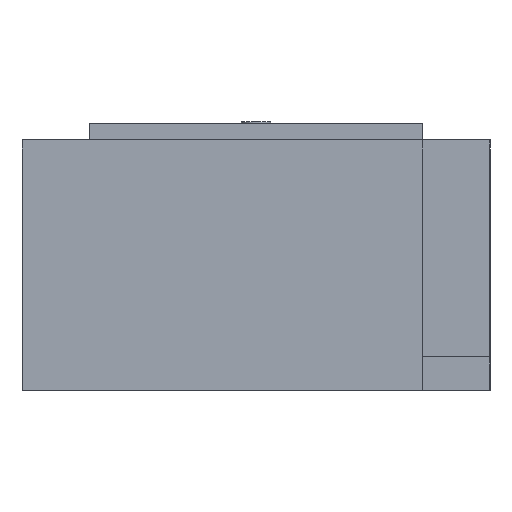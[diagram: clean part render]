
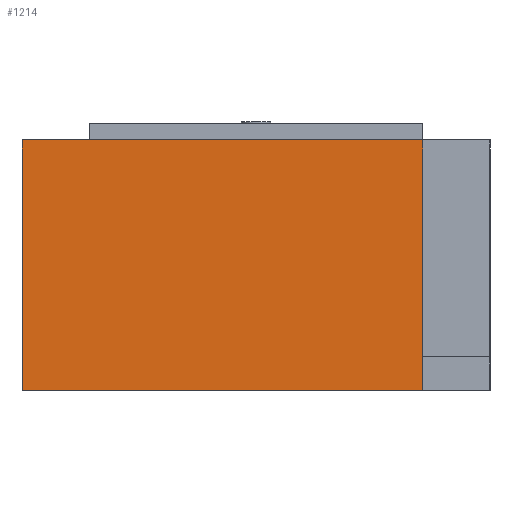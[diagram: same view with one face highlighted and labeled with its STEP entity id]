
A CAD part, left-side view. The second image highlights one B-rep face of the part: STEP entity #1214.
In plain terms, the highlighted planar face has unit normal (-1, 0, 0).
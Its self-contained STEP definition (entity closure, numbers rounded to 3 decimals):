
#991=CARTESIAN_POINT('',(-0.495,-0.254,0.0));
#990=VERTEX_POINT('',#991);
#1029=CARTESIAN_POINT('',(-0.495,-0.254,0.381));
#1028=VERTEX_POINT('',#1029);
#1037=EDGE_CURVE('',#990,#1028,#1042,.T.);
#1042=LINE('',#991,#1044);
#1044=VECTOR('',#1045,0.381);
#1045=DIRECTION('',(0.0,0.0,1.0));
#1058=CARTESIAN_POINT('',(-0.495,0.356,0.0));
#1057=VERTEX_POINT('',#1058);
#1068=CARTESIAN_POINT('',(-0.495,0.356,0.381));
#1067=VERTEX_POINT('',#1068);
#1066=EDGE_CURVE('',#1067,#1057,#1071,.T.);
#1071=LINE('',#1068,#1073);
#1073=VECTOR('',#1074,0.381);
#1074=DIRECTION('',(0.0,0.0,-1.0));
#1155=EDGE_CURVE('',#1028,#1067,#1160,.T.);
#1160=LINE('',#1029,#1162);
#1162=VECTOR('',#1163,0.61);
#1163=DIRECTION('',(0.0,1.0,0.0));
#1214=ADVANCED_FACE('',(#1220),#1215,.T.);
#1215=PLANE('',#1216);
#1216=AXIS2_PLACEMENT_3D('',#1217,#1218,#1219);
#1217=CARTESIAN_POINT('',(-0.495,0.356,0.0));
#1218=DIRECTION('',(-1.0,0.0,0.0));
#1219=DIRECTION('',(0.,0.,1.));
#1220=FACE_OUTER_BOUND('',#1221,.T.);
#1221=EDGE_LOOP('',(#1222,#1232,#1242,#1252));
#1223=EDGE_CURVE('',#990,#1057,#1228,.T.);
#1228=LINE('',#991,#1230);
#1230=VECTOR('',#1231,0.61);
#1231=DIRECTION('',(0.0,1.0,0.0));
#1222=ORIENTED_EDGE('',*,*,#1223,.F.);
#1232=ORIENTED_EDGE('',*,*,#1037,.T.);
#1242=ORIENTED_EDGE('',*,*,#1155,.T.);
#1252=ORIENTED_EDGE('',*,*,#1066,.T.);
